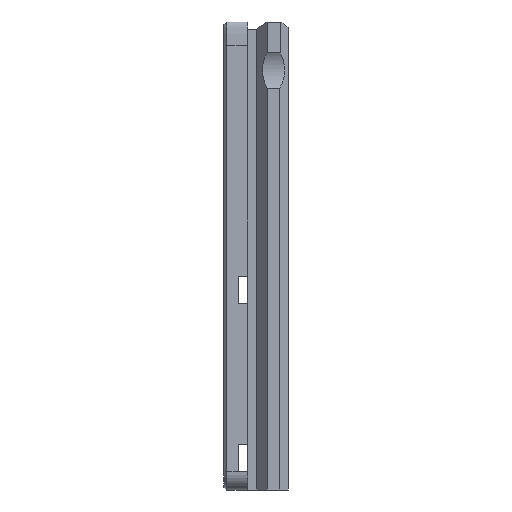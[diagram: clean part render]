
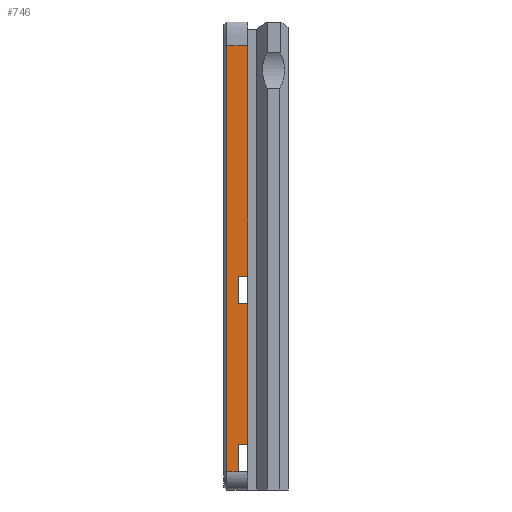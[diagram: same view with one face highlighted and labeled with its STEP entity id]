
A CAD part, left-side view. The second image highlights one B-rep face of the part: STEP entity #746.
In plain terms, the highlighted planar face has unit normal (-1, 0, 0).
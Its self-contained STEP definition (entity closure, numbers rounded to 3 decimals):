
#72 = CARTESIAN_POINT ( 'NONE',  ( -19., 3.257, -1.5 ) ) ;
#124 = CARTESIAN_POINT ( 'NONE',  ( -19., 4.257, -1.5 ) ) ;
#151 = VECTOR ( 'NONE', #2174, 1000. ) ;
#241 = ORIENTED_EDGE ( 'NONE', *, *, #3902, .T. ) ;
#445 = DIRECTION ( 'NONE',  ( 0., 1., 0. ) ) ;
#536 = CARTESIAN_POINT ( 'NONE',  ( -19., 3.257, -23. ) ) ;
#692 = DIRECTION ( 'NONE',  ( 0., 0., 1. ) ) ;
#746 = ADVANCED_FACE ( 'NONE', ( #7167 ), #3408, .T. ) ;
#781 = VECTOR ( 'NONE', #3602, 1000. ) ;
#955 = LINE ( 'NONE', #4615, #151 ) ;
#1206 = LINE ( 'NONE', #6734, #5744 ) ;
#1212 = VERTEX_POINT ( 'NONE', #72 ) ;
#1315 = CARTESIAN_POINT ( 'NONE',  ( -19., 4.257, -23. ) ) ;
#1381 = CARTESIAN_POINT ( 'NONE',  ( -19., 3.257, -4.5 ) ) ;
#1451 = ORIENTED_EDGE ( 'NONE', *, *, #5420, .F. ) ;
#1625 = ORIENTED_EDGE ( 'NONE', *, *, #5819, .T. ) ;
#1763 = DIRECTION ( 'NONE',  ( 0., 0., 1. ) ) ;
#1811 = VECTOR ( 'NONE', #4608, 1000. ) ;
#1867 = LINE ( 'NONE', #4329, #6262 ) ;
#1879 = ORIENTED_EDGE ( 'NONE', *, *, #4947, .F. ) ;
#1997 = ORIENTED_EDGE ( 'NONE', *, *, #3152, .T. ) ;
#2164 = CARTESIAN_POINT ( 'NONE',  ( -19., 3.257, 25. ) ) ;
#2174 = DIRECTION ( 'NONE',  ( 0., 0., -1. ) ) ;
#2244 = CARTESIAN_POINT ( 'NONE',  ( -19., -1.2, 23.846 ) ) ;
#2481 = CARTESIAN_POINT ( 'NONE',  ( -19., 0., 25. ) ) ;
#2547 = EDGE_CURVE ( 'NONE', #7020, #1212, #1867, .T. ) ;
#2548 = EDGE_CURVE ( 'NONE', #7020, #7676, #1206, .T. ) ;
#2549 = VECTOR ( 'NONE', #1763, 1000. ) ;
#2689 = VECTOR ( 'NONE', #6480, 1000. ) ;
#2705 = LINE ( 'NONE', #6985, #4990 ) ;
#2711 = EDGE_CURVE ( 'NONE', #4033, #7676, #5044, .T. ) ;
#2755 = EDGE_CURVE ( 'NONE', #4033, #6025, #7518, .T. ) ;
#2792 = CARTESIAN_POINT ( 'NONE',  ( -19., 5.557, 23.846 ) ) ;
#2828 = VECTOR ( 'NONE', #4143, 1000. ) ;
#2900 = ORIENTED_EDGE ( 'NONE', *, *, #2711, .T. ) ;
#3152 = EDGE_CURVE ( 'NONE', #7535, #4780, #4735, .T. ) ;
#3408 = PLANE ( 'NONE',  #5338 ) ;
#3512 = EDGE_CURVE ( 'NONE', #6548, #4367, #4793, .T. ) ;
#3602 = DIRECTION ( 'NONE',  ( 0., -1., 0. ) ) ;
#3612 = CARTESIAN_POINT ( 'NONE',  ( -19., 4.257, -4.5 ) ) ;
#3864 = VECTOR ( 'NONE', #445, 1000. ) ;
#3902 = EDGE_CURVE ( 'NONE', #4780, #6548, #6157, .T. ) ;
#3942 = ORIENTED_EDGE ( 'NONE', *, *, #2548, .F. ) ;
#4033 = VERTEX_POINT ( 'NONE', #1381 ) ;
#4069 = DIRECTION ( 'NONE',  ( 0., 1., 0. ) ) ;
#4081 = LINE ( 'NONE', #2244, #3864 ) ;
#4143 = DIRECTION ( 'NONE',  ( 0., 0., -1. ) ) ;
#4162 = CARTESIAN_POINT ( 'NONE',  ( -19., 3.257, -20. ) ) ;
#4263 = DIRECTION ( 'NONE',  ( 0., 0., -1. ) ) ;
#4294 = DIRECTION ( 'NONE',  ( 0., -1., 0. ) ) ;
#4329 = CARTESIAN_POINT ( 'NONE',  ( -19., 0., -1.5 ) ) ;
#4367 = VERTEX_POINT ( 'NONE', #5581 ) ;
#4411 = CARTESIAN_POINT ( 'NONE',  ( -19., 0., -4.5 ) ) ;
#4608 = DIRECTION ( 'NONE',  ( 0., 0., -1. ) ) ;
#4615 = CARTESIAN_POINT ( 'NONE',  ( -19., 3.257, 25. ) ) ;
#4735 = LINE ( 'NONE', #7756, #2828 ) ;
#4780 = VERTEX_POINT ( 'NONE', #4829 ) ;
#4793 = LINE ( 'NONE', #7222, #2549 ) ;
#4829 = CARTESIAN_POINT ( 'NONE',  ( -19., 5.557, -23. ) ) ;
#4947 = EDGE_CURVE ( 'NONE', #6025, #4367, #2705, .T. ) ;
#4990 = VECTOR ( 'NONE', #4069, 1000. ) ;
#5007 = CARTESIAN_POINT ( 'NONE',  ( -19., 3.257, 23.846 ) ) ;
#5044 = LINE ( 'NONE', #4411, #2689 ) ;
#5058 = ORIENTED_EDGE ( 'NONE', *, *, #2547, .T. ) ;
#5177 = ORIENTED_EDGE ( 'NONE', *, *, #2755, .F. ) ;
#5338 = AXIS2_PLACEMENT_3D ( 'NONE', #2481, #6719, #692 ) ;
#5420 = EDGE_CURVE ( 'NONE', #6656, #1212, #955, .T. ) ;
#5581 = CARTESIAN_POINT ( 'NONE',  ( -19., 4.257, -20. ) ) ;
#5744 = VECTOR ( 'NONE', #4263, 1000. ) ;
#5795 = EDGE_LOOP ( 'NONE', ( #1625, #1997, #241, #6781, #1879, #5177, #2900, #3942, #5058, #1451 ) ) ;
#5819 = EDGE_CURVE ( 'NONE', #6656, #7535, #4081, .T. ) ;
#6025 = VERTEX_POINT ( 'NONE', #4162 ) ;
#6157 = LINE ( 'NONE', #536, #781 ) ;
#6262 = VECTOR ( 'NONE', #4294, 1000. ) ;
#6480 = DIRECTION ( 'NONE',  ( 0., 1., 0. ) ) ;
#6548 = VERTEX_POINT ( 'NONE', #1315 ) ;
#6656 = VERTEX_POINT ( 'NONE', #5007 ) ;
#6719 = DIRECTION ( 'NONE',  ( -1., 0., 0. ) ) ;
#6734 = CARTESIAN_POINT ( 'NONE',  ( -19., 4.257, 0. ) ) ;
#6781 = ORIENTED_EDGE ( 'NONE', *, *, #3512, .T. ) ;
#6985 = CARTESIAN_POINT ( 'NONE',  ( -19., 0., -20. ) ) ;
#7020 = VERTEX_POINT ( 'NONE', #124 ) ;
#7167 = FACE_OUTER_BOUND ( 'NONE', #5795, .T. ) ;
#7222 = CARTESIAN_POINT ( 'NONE',  ( -19., 4.257, 0. ) ) ;
#7518 = LINE ( 'NONE', #2164, #1811 ) ;
#7535 = VERTEX_POINT ( 'NONE', #2792 ) ;
#7676 = VERTEX_POINT ( 'NONE', #3612 ) ;
#7756 = CARTESIAN_POINT ( 'NONE',  ( -19., 5.557, 25. ) ) ;
